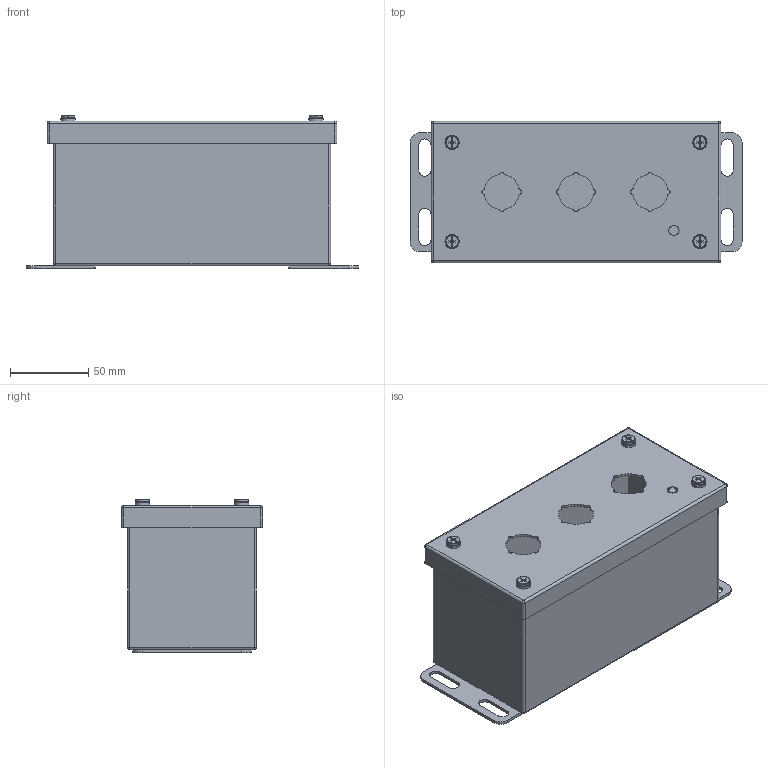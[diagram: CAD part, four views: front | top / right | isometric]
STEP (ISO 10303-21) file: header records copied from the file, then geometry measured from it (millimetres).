
FILE_DESCRIPTION (( 'STEP AP214' ), '1' );
FILE_NAME ('SCE-3PBGX.STEP', '2022-07-29T16:55:01', ( '' ), ( '' ), 'SwSTEP 2.0', 'SolidWorks 2021', '' );
FILE_SCHEMA (( 'AUTOMOTIVE_DESIGN' ));
Length unit declared in the file: inch
Products named in the file (1): SCE-3PBGX
Bounding box: 212.72 x 90.49 x 98.39 mm (x, y, z)
Volume: 150114.8 mm3; surface area: 195816.5 mm2
Topology: 14 solids, 14 shells, 450 faces, 1197 edges, 690 vertices
Faces by surface type: plane 159, cylinder 150, bspline 80, torus 32, cone 17, sphere 12
Full cylindrical faces by diameter (mm): 3.708 x4, 4.775 x5, 5.588 x4, 6.502 x1, 6.604 x4, 6.756 x4, 8.052 x4, 8.484 x4, 9.195 x4
Entity records: 14313 total; most frequent: CARTESIAN_POINT 4117, ORIENTED_EDGE 2018, DIRECTION 2004, EDGE_CURVE 1009, AXIS2_PLACEMENT_3D 752, VERTEX_POINT 653, EDGE_LOOP 556, FACE_OUTER_BOUND 500
